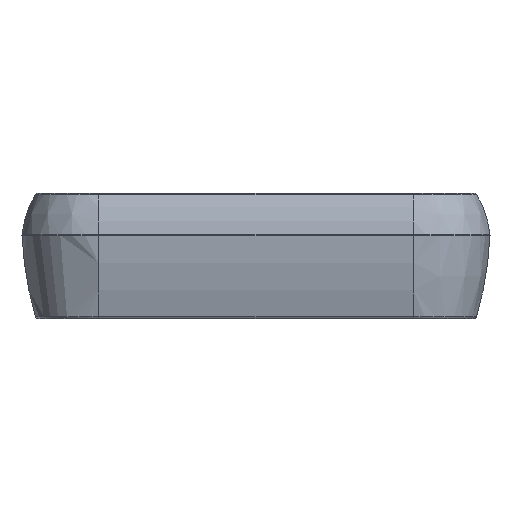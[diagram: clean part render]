
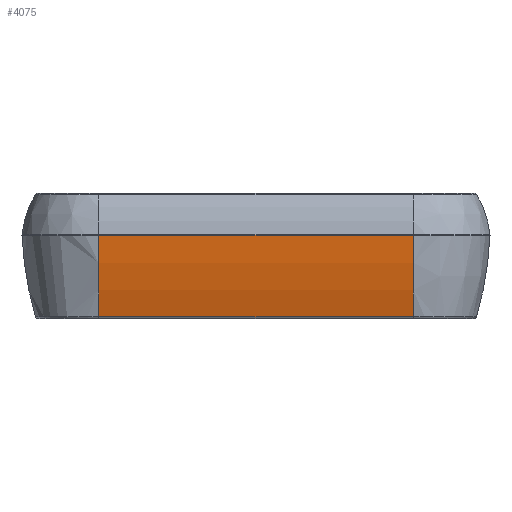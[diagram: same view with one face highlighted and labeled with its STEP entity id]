
A CAD part, left-side view. The second image highlights one B-rep face of the part: STEP entity #4075.
In plain terms, the highlighted cylindrical face has radius 25 mm (diameter 50 mm), a partial arc.
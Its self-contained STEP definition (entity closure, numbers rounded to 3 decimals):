
#941=CARTESIAN_POINT('',(-23.038,-10.249,-5.855));
#942=VERTEX_POINT('',#941);
#950=CARTESIAN_POINT('',(-23.038,12.381,-5.855));
#951=VERTEX_POINT('',#950);
#952=CARTESIAN_POINT('',(-23.038,-10.249,-5.855));
#953=DIRECTION('',(0.0,1.0,0.0));
#954=VECTOR('',#953,22.63);
#955=LINE('',#952,#954);
#956=EDGE_CURVE('',#942,#951,#955,.T.);
#2202=CARTESIAN_POINT('',(-23.995,12.381,-0.015));
#2203=VERTEX_POINT('',#2202);
#2204=CARTESIAN_POINT('',(0.981,12.381,1.079));
#2205=DIRECTION('',(0.0,-1.,0.0));
#2206=DIRECTION('',(-0.959,0.0,-0.283));
#2207=AXIS2_PLACEMENT_3D('',#2204,#2205,#2206);
#2208=CIRCLE('',#2207,25.);
#2209=EDGE_CURVE('',#2203,#951,#2208,.T.);
#2833=CARTESIAN_POINT('',(-23.995,-10.249,-0.015));
#2834=VERTEX_POINT('',#2833);
#2887=CARTESIAN_POINT('',(-23.995,12.381,-0.015));
#2888=DIRECTION('',(0.,-1.0,0.));
#2889=VECTOR('',#2888,22.63);
#2890=LINE('',#2887,#2889);
#2891=EDGE_CURVE('',#2203,#2834,#2890,.T.);
#3540=CARTESIAN_POINT('',(0.981,-10.249,1.079));
#3541=DIRECTION('',(0.0,1.,0.0));
#3542=DIRECTION('',(-0.959,0.0,-0.283));
#3543=AXIS2_PLACEMENT_3D('',#3540,#3541,#3542);
#3544=CIRCLE('',#3543,25.);
#3545=EDGE_CURVE('',#942,#2834,#3544,.T.);
#4064=CARTESIAN_POINT('',(0.981,-10.249,1.079));
#4065=DIRECTION('',(0.0,1.0,0.0));
#4066=DIRECTION('',(-0.959,0.0,-0.283));
#4067=AXIS2_PLACEMENT_3D('',#4064,#4065,#4066);
#4068=CYLINDRICAL_SURFACE('',#4067,25.);
#4069=ORIENTED_EDGE('',*,*,#956,.F.);
#4070=ORIENTED_EDGE('',*,*,#3545,.T.);
#4071=ORIENTED_EDGE('',*,*,#2891,.F.);
#4072=ORIENTED_EDGE('',*,*,#2209,.T.);
#4073=EDGE_LOOP('',(#4069,#4070,#4071,#4072));
#4074=FACE_OUTER_BOUND('',#4073,.T.);
#4075=ADVANCED_FACE('',(#4074),#4068,.T.);
